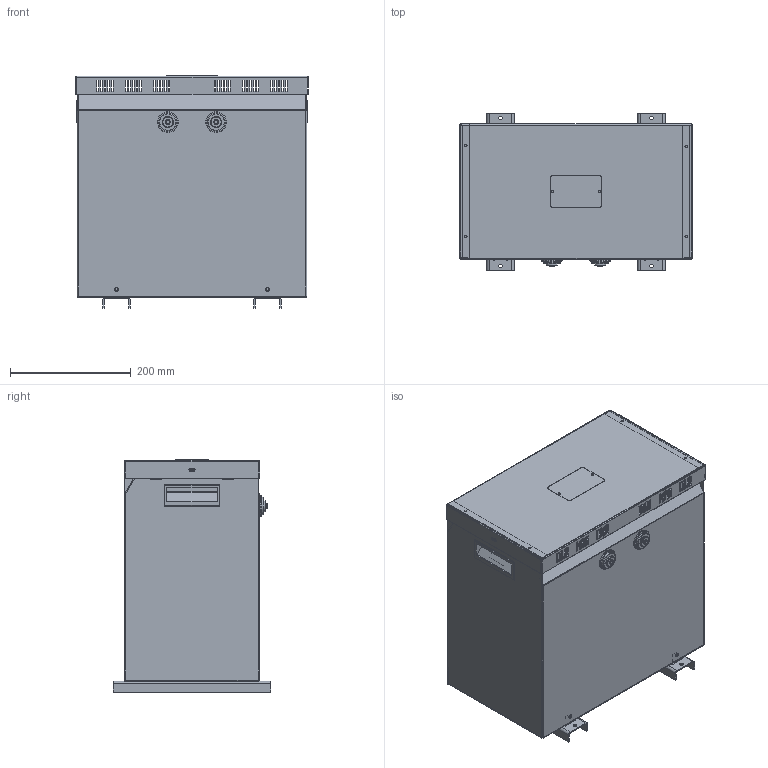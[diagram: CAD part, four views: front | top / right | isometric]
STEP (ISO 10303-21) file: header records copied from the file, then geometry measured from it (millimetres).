
FILE_DESCRIPTION((''),'2;1');
FILE_NAME('TKW3,15.stp','2017-07-21T13:46:59',('beca1'),(''),'Autodesk Inventor 2011','Autodesk Inventor 2011','');
FILE_SCHEMA(('AUTOMOTIVE_DESIGN { 1 0 10303 214 1 1 1 1 }'));
Length unit declared in the file: millimetre
Products named in the file (1): TKW3.15_Contorno simplificado_1
Bounding box: 385 x 260 x 384.5 mm (x, y, z)
Volume: 6226729.9 mm3; surface area: 1782288.1 mm2
Topology: 1 solids, 1 shells, 1962 faces, 5494 edges, 3551 vertices
Faces by surface type: plane 1504, cylinder 433, torus 12, bspline 8, cone 5
Full cylindrical faces by diameter (mm): 3.5 x10, 4 x8, 4.1 x4, 4.917 x4, 5 x4, 5.3 x10, 6 x13, 8 x6, 9 x14, 10 x8, 16.5 x2, 18.5 x2, 27 x2, 27.5 x2, 29 x2, 29.5 x2, 32.5 x2, 34.5 x2
Entity records: 64357 total; most frequent: CARTESIAN_POINT 12259, ORIENTED_EDGE 10720, DIRECTION 9943, EDGE_CURVE 5360, VECTOR 4321, LINE 4321, VERTEX_POINT 3531, AXIS2_PLACEMENT_3D 2811
